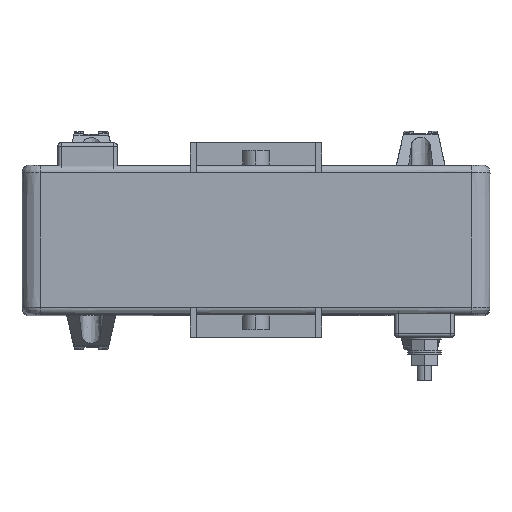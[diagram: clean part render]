
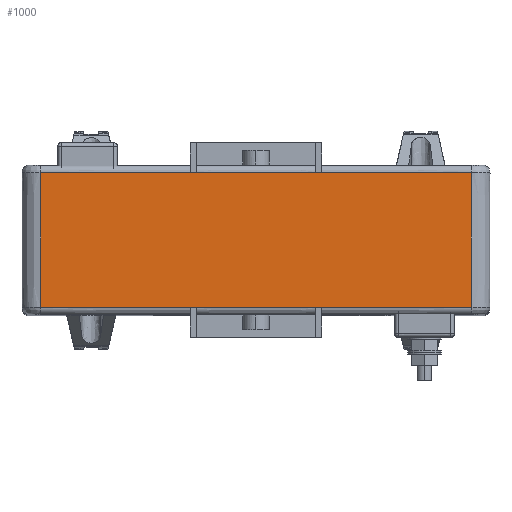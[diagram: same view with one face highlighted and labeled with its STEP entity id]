
A CAD part, top view. The second image highlights one B-rep face of the part: STEP entity #1000.
In plain terms, the highlighted free-form (B-spline) face has degree [1, 1] with [2, 2] control points.
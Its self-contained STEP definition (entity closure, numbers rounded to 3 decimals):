
#1000=ADVANCED_FACE($,(#1849),#11501,.T.);
#1849=FACE_OUTER_BOUND($,#2729,.T.);
#2729=EDGE_LOOP($,(#6828,#6829,#6830,#6831));
#6828=ORIENTED_EDGE($,*,*,#9124,.T.);
#6829=ORIENTED_EDGE($,*,*,#9096,.F.);
#6830=ORIENTED_EDGE($,*,*,#9097,.T.);
#6831=ORIENTED_EDGE($,*,*,#9132,.F.);
#9096=EDGE_CURVE($,#10580,#10581,#28923,.T.);
#9097=EDGE_CURVE($,#10580,#10596,#28924,.T.);
#9124=EDGE_CURVE($,#10599,#10581,#28943,.T.);
#9132=EDGE_CURVE($,#10599,#10596,#28951,.T.);
#10580=VERTEX_POINT($,#26092);
#10581=VERTEX_POINT($,#26093);
#10596=VERTEX_POINT($,#26108);
#10599=VERTEX_POINT($,#26111);
#11501=B_SPLINE_SURFACE_WITH_KNOTS($,1,1,((#25586,#25587),(#25588,#25589)),
.UNSPECIFIED.,.F.,.F.,.F.,(2,2),(2,2),(5.,120.),(2.,38.),.UNSPECIFIED.);
#24698=CARTESIAN_POINT($,(5.,38.,160.));
#24699=CARTESIAN_POINT($,(43.333,38.,160.));
#24700=CARTESIAN_POINT($,(81.667,38.,160.));
#24701=CARTESIAN_POINT($,(120.,38.,160.));
#24702=CARTESIAN_POINT($,(5.,38.,160.));
#24703=CARTESIAN_POINT($,(5.,26.,160.));
#24704=CARTESIAN_POINT($,(5.,14.,160.));
#24705=CARTESIAN_POINT($,(5.,2.,160.));
#24904=CARTESIAN_POINT($,(120.,2.,160.));
#24905=CARTESIAN_POINT($,(120.,14.,160.));
#24906=CARTESIAN_POINT($,(120.,26.,160.));
#24907=CARTESIAN_POINT($,(120.,38.,160.));
#24952=CARTESIAN_POINT($,(120.,2.,160.));
#24953=CARTESIAN_POINT($,(81.667,2.,160.));
#24954=CARTESIAN_POINT($,(43.333,2.,160.));
#24955=CARTESIAN_POINT($,(5.,2.,160.));
#25586=CARTESIAN_POINT($,(5.,2.,160.));
#25587=CARTESIAN_POINT($,(5.,38.,160.));
#25588=CARTESIAN_POINT($,(120.,2.,160.));
#25589=CARTESIAN_POINT($,(120.,38.,160.));
#26092=CARTESIAN_POINT($,(5.,38.,160.));
#26093=CARTESIAN_POINT($,(120.,38.,160.));
#26108=CARTESIAN_POINT($,(5.,2.,160.));
#26111=CARTESIAN_POINT($,(120.,2.,160.));
#28923=B_SPLINE_CURVE_WITH_KNOTS($,3,(#24698,#24699,#24700,#24701),.UNSPECIFIED.,
.F.,.F.,(4,4),(-120.,-5.),.UNSPECIFIED.);
#28924=B_SPLINE_CURVE_WITH_KNOTS($,3,(#24702,#24703,#24704,#24705),.UNSPECIFIED.,
.F.,.F.,(4,4),(-38.,-2.),.UNSPECIFIED.);
#28943=B_SPLINE_CURVE_WITH_KNOTS($,3,(#24904,#24905,#24906,#24907),.UNSPECIFIED.,
.F.,.F.,(4,4),(-38.,-2.),.UNSPECIFIED.);
#28951=B_SPLINE_CURVE_WITH_KNOTS($,3,(#24952,#24953,#24954,#24955),.UNSPECIFIED.,
.F.,.F.,(4,4),(-120.,-5.),.UNSPECIFIED.);
